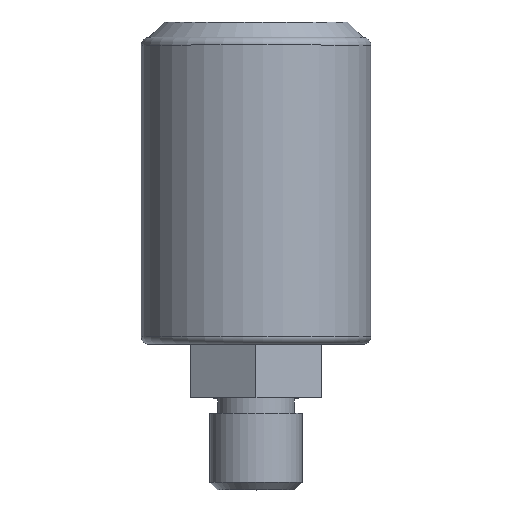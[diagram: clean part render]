
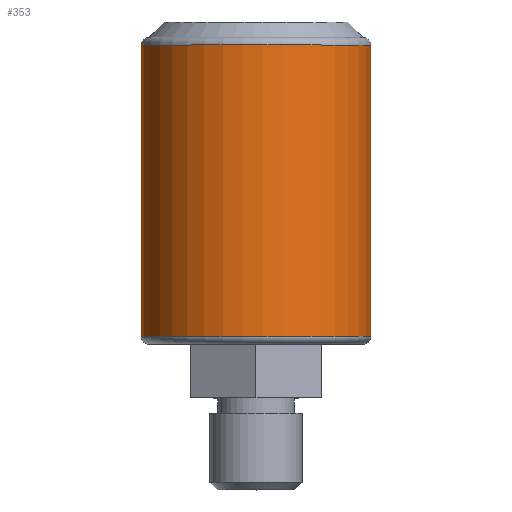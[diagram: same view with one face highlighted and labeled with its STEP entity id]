
A CAD part, top view. The second image highlights one B-rep face of the part: STEP entity #353.
In plain terms, the highlighted cylindrical face has radius 15 mm (diameter 30 mm), a full revolution.
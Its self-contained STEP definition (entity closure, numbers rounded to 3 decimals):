
#9 = FACE_OUTER_BOUND ( 'NONE', #430, .T. ) ;
#60 = AXIS2_PLACEMENT_3D ( 'NONE', #640, #83, #173 ) ;
#83 = DIRECTION ( 'NONE',  ( 0., 1., 0. ) ) ;
#114 = CYLINDRICAL_SURFACE ( 'NONE', #157, 15. ) ;
#116 = EDGE_CURVE ( 'NONE', #448, #448, #441, .T. ) ;
#156 = CARTESIAN_POINT ( 'NONE',  ( 6.279, 26.42, 0. ) ) ;
#157 = AXIS2_PLACEMENT_3D ( 'NONE', #289, #655, #651 ) ;
#173 = DIRECTION ( 'NONE',  ( -0.115, 0., 0.993 ) ) ;
#235 = AXIS2_PLACEMENT_3D ( 'NONE', #156, #270, #565 ) ;
#238 = EDGE_LOOP ( 'NONE', ( #480 ) ) ;
#270 = DIRECTION ( 'NONE',  ( 0., -1., 0. ) ) ;
#289 = CARTESIAN_POINT ( 'NONE',  ( 6.279, -12.58, 0. ) ) ;
#296 = ORIENTED_EDGE ( 'NONE', *, *, #116, .T. ) ;
#349 = VERTEX_POINT ( 'NONE', #406 ) ;
#353 = ADVANCED_FACE ( 'NONE', ( #436, #9 ), #114, .T. ) ;
#359 = CIRCLE ( 'NONE', #60, 15. ) ;
#406 = CARTESIAN_POINT ( 'NONE',  ( 4.55, -11.58, 14.9 ) ) ;
#430 = EDGE_LOOP ( 'NONE', ( #296 ) ) ;
#436 = FACE_OUTER_BOUND ( 'NONE', #238, .T. ) ;
#441 = CIRCLE ( 'NONE', #235, 15. ) ;
#448 = VERTEX_POINT ( 'NONE', #557 ) ;
#480 = ORIENTED_EDGE ( 'NONE', *, *, #558, .T. ) ;
#557 = CARTESIAN_POINT ( 'NONE',  ( 8.008, 26.42, -14.9 ) ) ;
#558 = EDGE_CURVE ( 'NONE', #349, #349, #359, .T. ) ;
#565 = DIRECTION ( 'NONE',  ( 0.115, 0., -0.993 ) ) ;
#640 = CARTESIAN_POINT ( 'NONE',  ( 6.279, -11.58, 0. ) ) ;
#651 = DIRECTION ( 'NONE',  ( 0.115, 0., -0.993 ) ) ;
#655 = DIRECTION ( 'NONE',  ( 0., -1., 0. ) ) ;
